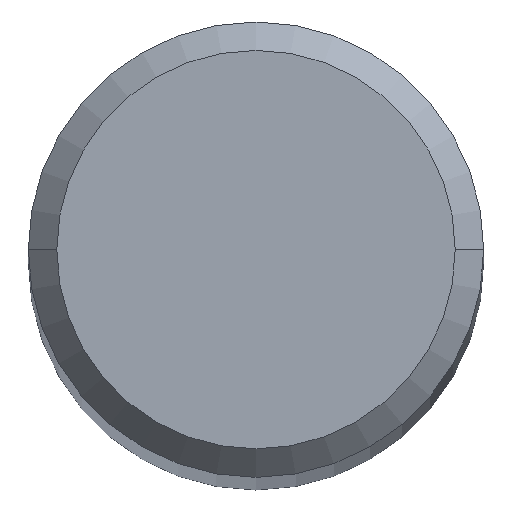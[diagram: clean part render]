
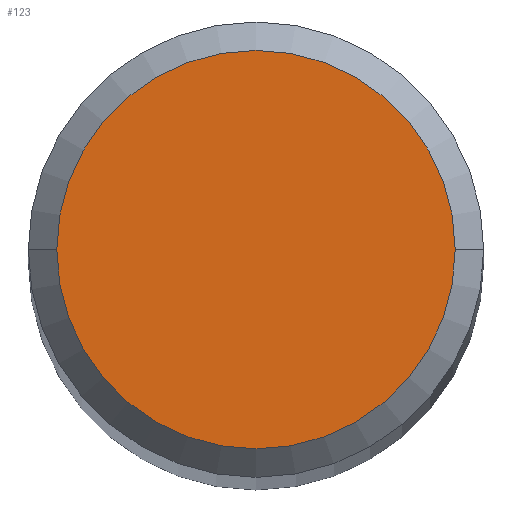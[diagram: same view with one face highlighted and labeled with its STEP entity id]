
A CAD part, top view. The second image highlights one B-rep face of the part: STEP entity #123.
In plain terms, the highlighted planar face has unit normal (0, 0, 1).
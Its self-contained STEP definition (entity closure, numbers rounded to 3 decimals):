
#1 = FACE_OUTER_BOUND ( 'NONE', #37, .T. ) ;
#4 = ORIENTED_EDGE ( 'NONE', *, *, #114, .T. ) ;
#37 = EDGE_LOOP ( 'NONE', ( #144, #4 ) ) ;
#39 = DIRECTION ( 'NONE',  ( 0., 0., 1. ) ) ;
#43 = CARTESIAN_POINT ( 'NONE',  ( -3.5, 0., 128. ) ) ;
#54 = CARTESIAN_POINT ( 'NONE',  ( 0., 0., 128. ) ) ;
#57 = DIRECTION ( 'NONE',  ( 0., 0., 1. ) ) ;
#78 = CARTESIAN_POINT ( 'NONE',  ( 0., 0., 128. ) ) ;
#83 = CIRCLE ( 'NONE', #199, 3.5 ) ;
#90 = DIRECTION ( 'NONE',  ( 1., 0., 0. ) ) ;
#106 = EDGE_CURVE ( 'NONE', #143, #153, #168, .T. ) ;
#114 = EDGE_CURVE ( 'NONE', #153, #143, #83, .T. ) ;
#123 = ADVANCED_FACE ( 'NONE', ( #1 ), #151, .T. ) ;
#135 = CARTESIAN_POINT ( 'NONE',  ( 0., 0., 128. ) ) ;
#143 = VERTEX_POINT ( 'NONE', #43 ) ;
#144 = ORIENTED_EDGE ( 'NONE', *, *, #106, .T. ) ;
#151 = PLANE ( 'NONE',  #188 ) ;
#153 = VERTEX_POINT ( 'NONE', #212 ) ;
#168 = CIRCLE ( 'NONE', #206, 3.5 ) ;
#171 = DIRECTION ( 'NONE',  ( 0., 0., 1. ) ) ;
#188 = AXIS2_PLACEMENT_3D ( 'NONE', #54, #39, #90 ) ;
#194 = DIRECTION ( 'NONE',  ( 1., 0., 0. ) ) ;
#199 = AXIS2_PLACEMENT_3D ( 'NONE', #78, #171, #215 ) ;
#206 = AXIS2_PLACEMENT_3D ( 'NONE', #135, #57, #194 ) ;
#212 = CARTESIAN_POINT ( 'NONE',  ( 3.5, 0., 128. ) ) ;
#215 = DIRECTION ( 'NONE',  ( 1., 0., 0. ) ) ;
